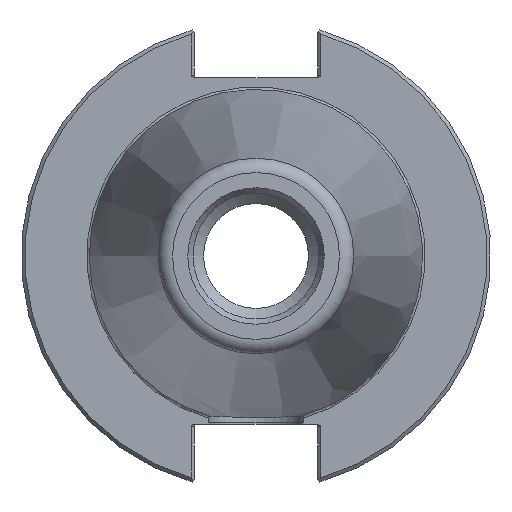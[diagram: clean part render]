
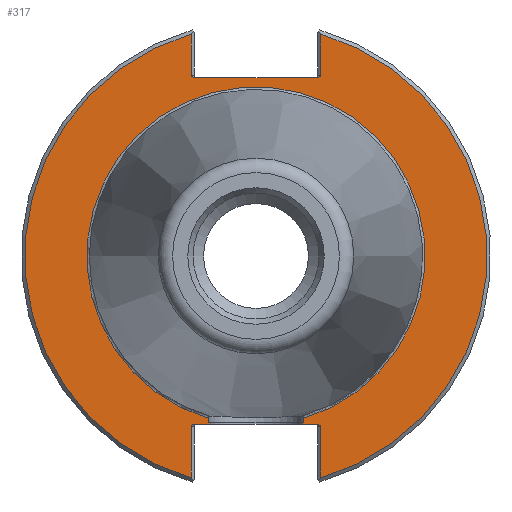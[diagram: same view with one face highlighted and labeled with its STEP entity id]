
A CAD part, left-side view. The second image highlights one B-rep face of the part: STEP entity #317.
In plain terms, the highlighted planar face has unit normal (-1, 0, 0).
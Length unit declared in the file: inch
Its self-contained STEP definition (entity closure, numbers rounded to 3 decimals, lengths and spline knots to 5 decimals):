
#124=CARTESIAN_POINT('',(0.125,0.39,-1.388));
#125=VERTEX_POINT('',#124);
#126=CARTESIAN_POINT('',(0.125,0.39,-1.375));
#127=VERTEX_POINT('',#126);
#128=CARTESIAN_POINT('',(0.125,0.39,-1.388));
#129=DIRECTION('',(0.0,0.0,1.0));
#130=VECTOR('',#129,0.013);
#131=LINE('',#128,#130);
#132=EDGE_CURVE('',#125,#127,#131,.T.);
#134=CARTESIAN_POINT('',(0.125,-0.39,-1.388));
#135=VERTEX_POINT('',#134);
#143=CARTESIAN_POINT('',(0.125,-0.39,-1.375));
#144=VERTEX_POINT('',#143);
#145=CARTESIAN_POINT('',(0.125,-0.39,-1.375));
#146=DIRECTION('',(0.0,0.0,-1.0));
#147=VECTOR('',#146,0.013);
#148=LINE('',#145,#147);
#149=EDGE_CURVE('',#144,#135,#148,.T.);
#161=CARTESIAN_POINT('',(0.125,1.65625,0.0));
#162=DIRECTION('',(-1.0,0.0,0.0));
#163=DIRECTION('',(0.0,0.0,1.0));
#164=AXIS2_PLACEMENT_3D('',#161,#162,#163);
#165=PLANE('',#164);
#166=ORIENTED_EDGE('',*,*,#132,.T.);
#167=CARTESIAN_POINT('',(0.125,0.395,-1.375));
#168=VERTEX_POINT('',#167);
#169=CARTESIAN_POINT('',(0.125,0.39,-1.375));
#170=DIRECTION('',(0.0,1.0,0.0));
#171=VECTOR('',#170,0.005);
#172=LINE('',#169,#171);
#173=EDGE_CURVE('',#127,#168,#172,.T.);
#174=ORIENTED_EDGE('',*,*,#173,.T.);
#175=CARTESIAN_POINT('',(0.125,0.395,-1.33791));
#176=VERTEX_POINT('',#175);
#177=CARTESIAN_POINT('',(0.125,0.395,-1.375));
#178=DIRECTION('',(0.0,0.0,1.0));
#179=VECTOR('',#178,0.03709);
#180=LINE('',#177,#179);
#181=EDGE_CURVE('',#168,#176,#180,.T.);
#182=ORIENTED_EDGE('',*,*,#181,.T.);
#183=CARTESIAN_POINT('',(0.125,-0.395,-1.33791));
#184=VERTEX_POINT('',#183);
#185=CARTESIAN_POINT('',(0.125,0.0,0.0));
#186=DIRECTION('',(-1.0,0.0,0.0));
#187=DIRECTION('',(0.0,-1.0,0.0));
#188=AXIS2_PLACEMENT_3D('',#185,#186,#187);
#189=CIRCLE('',#188,1.395);
#190=EDGE_CURVE('',#184,#176,#189,.T.);
#191=ORIENTED_EDGE('',*,*,#190,.F.);
#192=CARTESIAN_POINT('',(0.125,-0.395,-1.375));
#193=VERTEX_POINT('',#192);
#194=CARTESIAN_POINT('',(0.125,-0.395,-1.33791));
#195=DIRECTION('',(0.0,0.0,-1.0));
#196=VECTOR('',#195,0.03709);
#197=LINE('',#194,#196);
#198=EDGE_CURVE('',#184,#193,#197,.T.);
#199=ORIENTED_EDGE('',*,*,#198,.T.);
#200=CARTESIAN_POINT('',(0.125,-0.395,-1.375));
#201=DIRECTION('',(0.0,1.0,0.0));
#202=VECTOR('',#201,0.005);
#203=LINE('',#200,#202);
#204=EDGE_CURVE('',#193,#144,#203,.T.);
#205=ORIENTED_EDGE('',*,*,#204,.T.);
#206=ORIENTED_EDGE('',*,*,#149,.T.);
#207=CARTESIAN_POINT('',(0.125,-0.50422,-1.388));
#208=VERTEX_POINT('',#207);
#209=CARTESIAN_POINT('',(0.125,-0.50422,-1.388));
#210=DIRECTION('',(0.0,1.0,0.0));
#211=VECTOR('',#210,0.11422);
#212=LINE('',#209,#211);
#213=EDGE_CURVE('',#208,#135,#212,.T.);
#214=ORIENTED_EDGE('',*,*,#213,.F.);
#215=CARTESIAN_POINT('',(0.125,-0.5325,-1.408));
#216=VERTEX_POINT('',#215);
#217=CARTESIAN_POINT('',(0.125,-0.50422,-1.408));
#218=DIRECTION('',(-1.0,0.0,0.0));
#219=DIRECTION('',(0.0,-1.0,0.0));
#220=AXIS2_PLACEMENT_3D('',#217,#218,#219);
#221=ELLIPSE('',#220,0.02828,0.02);
#222=EDGE_CURVE('',#216,#208,#221,.T.);
#223=ORIENTED_EDGE('',*,*,#222,.F.);
#224=CARTESIAN_POINT('',(0.125,-0.5325,-1.83167));
#225=VERTEX_POINT('',#224);
#226=CARTESIAN_POINT('',(0.125,-0.5325,-1.83167));
#227=DIRECTION('',(0.0,0.0,1.0));
#228=VECTOR('',#227,0.42367);
#229=LINE('',#226,#228);
#230=EDGE_CURVE('',#225,#216,#229,.T.);
#231=ORIENTED_EDGE('',*,*,#230,.F.);
#232=CARTESIAN_POINT('',(0.125,-0.5325,1.83167));
#233=VERTEX_POINT('',#232);
#234=CARTESIAN_POINT('',(0.125,0.0,0.0));
#235=DIRECTION('',(1.0,0.0,0.0));
#236=DIRECTION('',(0.0,-1.0,0.0));
#237=AXIS2_PLACEMENT_3D('',#234,#235,#236);
#238=CIRCLE('',#237,1.9075);
#239=EDGE_CURVE('',#233,#225,#238,.T.);
#240=ORIENTED_EDGE('',*,*,#239,.F.);
#241=CARTESIAN_POINT('',(0.125,-0.5325,1.492));
#242=VERTEX_POINT('',#241);
#243=CARTESIAN_POINT('',(0.125,-0.5325,1.492));
#244=DIRECTION('',(0.0,0.0,1.0));
#245=VECTOR('',#244,0.33967);
#246=LINE('',#243,#245);
#247=EDGE_CURVE('',#242,#233,#246,.T.);
#248=ORIENTED_EDGE('',*,*,#247,.F.);
#249=CARTESIAN_POINT('',(0.125,-0.50422,1.472));
#250=VERTEX_POINT('',#249);
#251=CARTESIAN_POINT('',(0.125,-0.50422,1.492));
#252=DIRECTION('',(-1.0,0.0,0.0));
#253=DIRECTION('',(0.0,-1.0,0.0));
#254=AXIS2_PLACEMENT_3D('',#251,#252,#253);
#255=ELLIPSE('',#254,0.02828,0.02);
#256=EDGE_CURVE('',#250,#242,#255,.T.);
#257=ORIENTED_EDGE('',*,*,#256,.F.);
#258=CARTESIAN_POINT('',(0.125,0.50422,1.472));
#259=VERTEX_POINT('',#258);
#260=CARTESIAN_POINT('',(0.125,0.50422,1.472));
#261=DIRECTION('',(0.0,-1.0,0.0));
#262=VECTOR('',#261,1.00843);
#263=LINE('',#260,#262);
#264=EDGE_CURVE('',#259,#250,#263,.T.);
#265=ORIENTED_EDGE('',*,*,#264,.F.);
#266=CARTESIAN_POINT('',(0.125,0.5325,1.492));
#267=VERTEX_POINT('',#266);
#268=CARTESIAN_POINT('',(0.125,0.50422,1.492));
#269=DIRECTION('',(-1.0,0.0,0.0));
#270=DIRECTION('',(0.0,1.0,0.0));
#271=AXIS2_PLACEMENT_3D('',#268,#269,#270);
#272=ELLIPSE('',#271,0.02828,0.02);
#273=EDGE_CURVE('',#267,#259,#272,.T.);
#274=ORIENTED_EDGE('',*,*,#273,.F.);
#275=CARTESIAN_POINT('',(0.125,0.5325,1.83167));
#276=VERTEX_POINT('',#275);
#277=CARTESIAN_POINT('',(0.125,0.5325,1.83167));
#278=DIRECTION('',(0.0,0.0,-1.0));
#279=VECTOR('',#278,0.33967);
#280=LINE('',#277,#279);
#281=EDGE_CURVE('',#276,#267,#280,.T.);
#282=ORIENTED_EDGE('',*,*,#281,.F.);
#283=CARTESIAN_POINT('',(0.125,0.5325,-1.83167));
#284=VERTEX_POINT('',#283);
#285=CARTESIAN_POINT('',(0.125,0.0,0.0));
#286=DIRECTION('',(1.0,0.0,0.0));
#287=DIRECTION('',(0.0,1.0,0.0));
#288=AXIS2_PLACEMENT_3D('',#285,#286,#287);
#289=CIRCLE('',#288,1.9075);
#290=EDGE_CURVE('',#284,#276,#289,.T.);
#291=ORIENTED_EDGE('',*,*,#290,.F.);
#292=CARTESIAN_POINT('',(0.125,0.5325,-1.408));
#293=VERTEX_POINT('',#292);
#294=CARTESIAN_POINT('',(0.125,0.5325,-1.408));
#295=DIRECTION('',(0.0,0.0,-1.0));
#296=VECTOR('',#295,0.42367);
#297=LINE('',#294,#296);
#298=EDGE_CURVE('',#293,#284,#297,.T.);
#299=ORIENTED_EDGE('',*,*,#298,.F.);
#300=CARTESIAN_POINT('',(0.125,0.50422,-1.388));
#301=VERTEX_POINT('',#300);
#302=CARTESIAN_POINT('',(0.125,0.50422,-1.408));
#303=DIRECTION('',(-1.0,0.0,0.0));
#304=DIRECTION('',(0.0,1.0,0.0));
#305=AXIS2_PLACEMENT_3D('',#302,#303,#304);
#306=ELLIPSE('',#305,0.02828,0.02);
#307=EDGE_CURVE('',#301,#293,#306,.T.);
#308=ORIENTED_EDGE('',*,*,#307,.F.);
#309=CARTESIAN_POINT('',(0.125,0.39,-1.388));
#310=DIRECTION('',(0.0,1.0,0.0));
#311=VECTOR('',#310,0.11422);
#312=LINE('',#309,#311);
#313=EDGE_CURVE('',#125,#301,#312,.T.);
#314=ORIENTED_EDGE('',*,*,#313,.F.);
#315=EDGE_LOOP('',(#166,#174,#182,#191,#199,#205,#206,#214,#223,#231,#240,#248,#257,#265,#274,#282,#291,#299,#308,#314));
#316=FACE_OUTER_BOUND('',#315,.T.);
#317=ADVANCED_FACE('',(#316),#165,.T.);
